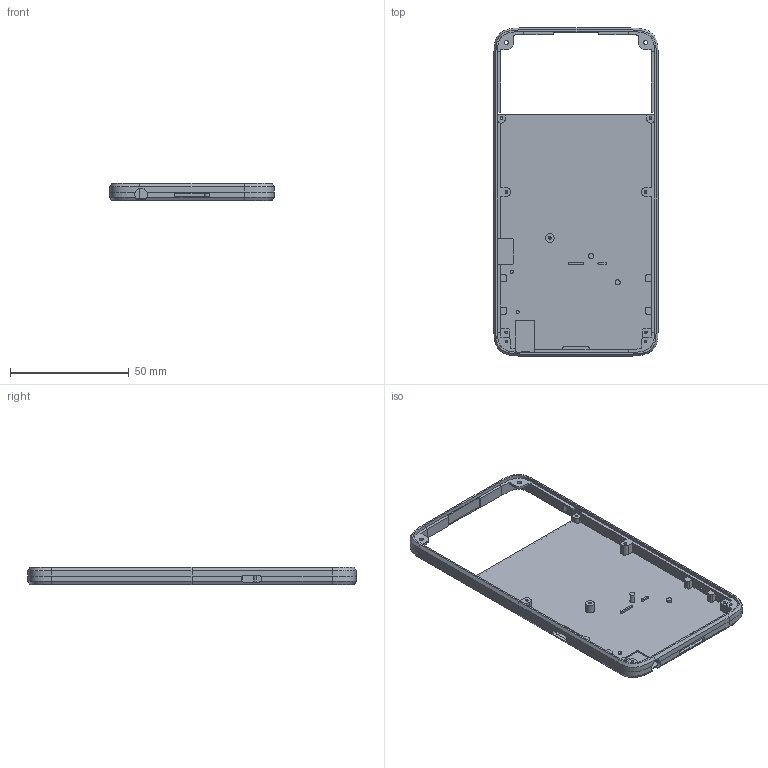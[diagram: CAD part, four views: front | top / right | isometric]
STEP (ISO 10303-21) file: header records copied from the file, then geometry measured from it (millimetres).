
FILE_DESCRIPTION (( 'STEP AP214' ), '1' );
FILE_NAME ('bottom-case.STEP', '2020-04-07T15:45:57', ( '' ), ( '' ), 'SwSTEP 2.0', 'SolidWorks 2019', '' );
FILE_SCHEMA (( 'AUTOMOTIVE_DESIGN' ));
Length unit declared in the file: millimetre
Products named in the file (1): bottom-case
Bounding box: 69 x 138 x 7.2 mm (x, y, z)
Volume: 12884.1 mm3; surface area: 20206.5 mm2
Topology: 1 solids, 1 shells, 297 faces, 788 edges, 485 vertices
Faces by surface type: plane 160, cylinder 88, bspline 31, cone 18
Entity records: 10234 total; most frequent: CARTESIAN_POINT 2717, ORIENTED_EDGE 1540, DIRECTION 1422, EDGE_CURVE 770, LINE 526, VECTOR 526, VERTEX_POINT 485, AXIS2_PLACEMENT_3D 448
